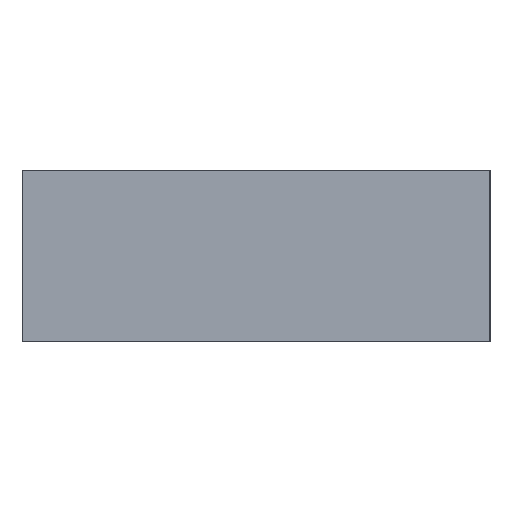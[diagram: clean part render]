
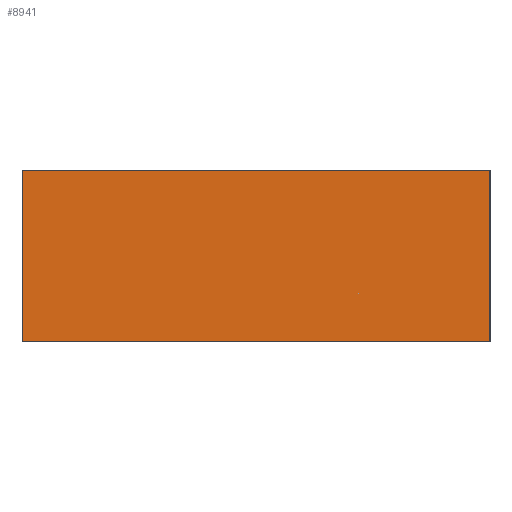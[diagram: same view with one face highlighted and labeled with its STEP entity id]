
A CAD part, left-side view. The second image highlights one B-rep face of the part: STEP entity #8941.
In plain terms, the highlighted planar face has unit normal (-1, 0, 0).
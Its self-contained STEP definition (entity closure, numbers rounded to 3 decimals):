
#1141=FACE_OUTER_BOUND('',#1663,.T.);
#1663=EDGE_LOOP('',(#8157,#8158,#8159,#8160));
#2136=LINE('',#13731,#3034);
#2270=LINE('',#14155,#3168);
#2571=LINE('',#14972,#3469);
#2574=LINE('',#14977,#3472);
#3034=VECTOR('',#11111,10.);
#3168=VECTOR('',#11415,10.);
#3469=VECTOR('',#12356,10.);
#3472=VECTOR('',#12363,10.);
#3942=VERTEX_POINT('',#13729);
#3943=VERTEX_POINT('',#13730);
#4147=VERTEX_POINT('',#14153);
#4148=VERTEX_POINT('',#14154);
#5020=EDGE_CURVE('',#3942,#3943,#2136,.T.);
#5234=EDGE_CURVE('',#4147,#4148,#2270,.T.);
#5647=EDGE_CURVE('',#3943,#4147,#2571,.T.);
#5650=EDGE_CURVE('',#3942,#4148,#2574,.T.);
#8157=ORIENTED_EDGE('',*,*,#5020,.F.);
#8158=ORIENTED_EDGE('',*,*,#5650,.T.);
#8159=ORIENTED_EDGE('',*,*,#5234,.F.);
#8160=ORIENTED_EDGE('',*,*,#5647,.F.);
#8508=PLANE('',#9784);
#8941=ADVANCED_FACE('',(#1141),#8508,.T.);
#9784=AXIS2_PLACEMENT_3D('',#14978,#12364,#12365);
#11111=DIRECTION('',(0.,-1.,0.));
#11415=DIRECTION('',(0.,1.,0.));
#12356=DIRECTION('',(0.,0.,-1.));
#12363=DIRECTION('',(0.,0.,-1.));
#12364=DIRECTION('center_axis',(-1.,0.,0.));
#12365=DIRECTION('ref_axis',(0.,1.,0.));
#13729=CARTESIAN_POINT('',(-3.,38.,0.));
#13730=CARTESIAN_POINT('',(-3.,-3.,0.));
#13731=CARTESIAN_POINT('',(-3.,38.,0.));
#14153=CARTESIAN_POINT('',(-3.,-3.,-15.));
#14154=CARTESIAN_POINT('',(-3.,38.,-15.));
#14155=CARTESIAN_POINT('',(-3.,38.,-15.));
#14972=CARTESIAN_POINT('',(-3.,-3.,0.));
#14977=CARTESIAN_POINT('',(-3.,38.,0.));
#14978=CARTESIAN_POINT('Origin',(-3.,-3.,0.));
